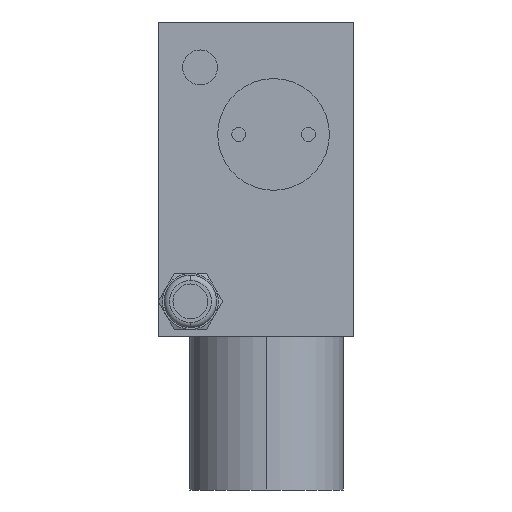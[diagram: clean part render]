
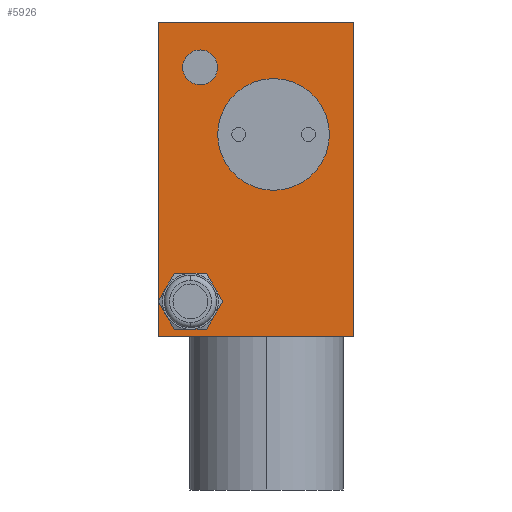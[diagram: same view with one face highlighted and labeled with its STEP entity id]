
A CAD part, left-side view. The second image highlights one B-rep face of the part: STEP entity #5926.
In plain terms, the highlighted planar face has unit normal (-1, 0, 0).
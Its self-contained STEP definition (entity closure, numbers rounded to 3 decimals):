
#21=DIRECTION('',(0.,-1.,0.));
#22=VECTOR('',#21,28.);
#23=CARTESIAN_POINT('',(0.,28.,0.));
#24=LINE('',#23,#22);
#727=DIRECTION('',(0.,0.,1.));
#728=VECTOR('',#727,45.);
#729=CARTESIAN_POINT('',(0.,28.,-45.));
#730=LINE('',#729,#728);
#771=DIRECTION('',(0.,-1.,0.));
#772=VECTOR('',#771,28.);
#773=CARTESIAN_POINT('',(0.,28.,-45.));
#774=LINE('',#773,#772);
#775=DIRECTION('',(0.,0.,1.));
#776=VECTOR('',#775,45.);
#777=CARTESIAN_POINT('',(0.,0.,-45.));
#778=LINE('',#777,#776);
#779=CARTESIAN_POINT('',(0.,11.5,-16.1));
#780=DIRECTION('',(1.,0.,0.));
#781=DIRECTION('',(0.,0.,-1.));
#782=AXIS2_PLACEMENT_3D('',#779,#780,#781);
#784=CARTESIAN_POINT('',(0.,11.5,-16.1));
#785=DIRECTION('',(1.,0.,0.));
#786=DIRECTION('',(0.,0.,1.));
#787=AXIS2_PLACEMENT_3D('',#784,#785,#786);
#789=CARTESIAN_POINT('',(0.,22.,-6.5));
#790=DIRECTION('',(1.,0.,0.));
#791=DIRECTION('',(0.,0.,-1.));
#792=AXIS2_PLACEMENT_3D('',#789,#790,#791);
#794=CARTESIAN_POINT('',(0.,22.,-6.5));
#795=DIRECTION('',(1.,0.,0.));
#796=DIRECTION('',(0.,0.,1.));
#797=AXIS2_PLACEMENT_3D('',#794,#795,#796);
#799=CARTESIAN_POINT('',(0.,23.4,-40.));
#800=DIRECTION('',(-1.,0.,0.));
#801=DIRECTION('',(0.,-0.866,0.5));
#802=AXIS2_PLACEMENT_3D('',#799,#800,#801);
#804=CARTESIAN_POINT('',(0.,23.4,-40.));
#805=DIRECTION('',(-1.,0.,0.));
#806=DIRECTION('',(0.,0.,1.));
#807=AXIS2_PLACEMENT_3D('',#804,#805,#806);
#809=CARTESIAN_POINT('',(0.,23.4,-40.));
#810=DIRECTION('',(-1.,0.,0.));
#811=DIRECTION('',(0.,0.866,0.5));
#812=AXIS2_PLACEMENT_3D('',#809,#810,#811);
#814=CARTESIAN_POINT('',(0.,23.4,-40.));
#815=DIRECTION('',(-1.,0.,0.));
#816=DIRECTION('',(0.,0.866,-0.5));
#817=AXIS2_PLACEMENT_3D('',#814,#815,#816);
#819=CARTESIAN_POINT('',(0.,23.4,-40.));
#820=DIRECTION('',(-1.,0.,0.));
#821=DIRECTION('',(0.,0.,-1.));
#822=AXIS2_PLACEMENT_3D('',#819,#820,#821);
#824=CARTESIAN_POINT('',(0.,23.4,-40.));
#825=DIRECTION('',(-1.,0.,0.));
#826=DIRECTION('',(0.,-0.866,-0.5));
#827=AXIS2_PLACEMENT_3D('',#824,#825,#826);
#4079=CARTESIAN_POINT('',(0.,0.,-45.));
#4080=VERTEX_POINT('',#4079);
#4081=CARTESIAN_POINT('',(0.,28.,-45.));
#4082=VERTEX_POINT('',#4081);
#4095=CARTESIAN_POINT('',(0.,0.,0.));
#4096=VERTEX_POINT('',#4095);
#4101=CARTESIAN_POINT('',(0.,28.,0.));
#4102=VERTEX_POINT('',#4101);
#4103=CARTESIAN_POINT('',(0.,11.5,-24.1));
#4104=CARTESIAN_POINT('',(0.,11.5,-8.1));
#4105=VERTEX_POINT('',#4103);
#4106=VERTEX_POINT('',#4104);
#4107=CARTESIAN_POINT('',(0.,22.,-9.));
#4108=CARTESIAN_POINT('',(0.,22.,-4.));
#4109=VERTEX_POINT('',#4107);
#4110=VERTEX_POINT('',#4108);
#5217=CARTESIAN_POINT('',(0.,19.936,-38.));
#5218=CARTESIAN_POINT('',(0.,23.4,-36.));
#5219=VERTEX_POINT('',#5217);
#5220=VERTEX_POINT('',#5218);
#5221=CARTESIAN_POINT('',(0.,26.864,-42.));
#5222=CARTESIAN_POINT('',(0.,23.4,-44.));
#5223=VERTEX_POINT('',#5221);
#5224=VERTEX_POINT('',#5222);
#5225=CARTESIAN_POINT('',(0.,19.936,-42.));
#5226=VERTEX_POINT('',#5225);
#5227=CARTESIAN_POINT('',(0.,26.864,-38.));
#5228=VERTEX_POINT('',#5227);
#5888=CARTESIAN_POINT('',(0.,14.,-22.5));
#5889=DIRECTION('',(1.,0.,0.));
#5890=DIRECTION('',(0.,-1.,0.));
#5891=AXIS2_PLACEMENT_3D('',#5888,#5889,#5890);
#5892=PLANE('',#5891);
#5893=ORIENTED_EDGE('',*,*,#5773,.F.);
#5894=ORIENTED_EDGE('',*,*,#5859,.T.);
#5895=ORIENTED_EDGE('',*,*,#5256,.T.);
#5897=ORIENTED_EDGE('',*,*,#5896,.F.);
#5898=EDGE_LOOP('',(#5893,#5894,#5895,#5897));
#5899=FACE_OUTER_BOUND('',#5898,.F.);
#5901=ORIENTED_EDGE('',*,*,#5900,.F.);
#5903=ORIENTED_EDGE('',*,*,#5902,.F.);
#5904=EDGE_LOOP('',(#5901,#5903));
#5905=FACE_BOUND('',#5904,.F.);
#5907=ORIENTED_EDGE('',*,*,#5906,.F.);
#5909=ORIENTED_EDGE('',*,*,#5908,.F.);
#5910=EDGE_LOOP('',(#5907,#5909));
#5911=FACE_BOUND('',#5910,.F.);
#5913=ORIENTED_EDGE('',*,*,#5912,.T.);
#5915=ORIENTED_EDGE('',*,*,#5914,.T.);
#5917=ORIENTED_EDGE('',*,*,#5916,.T.);
#5919=ORIENTED_EDGE('',*,*,#5918,.T.);
#5921=ORIENTED_EDGE('',*,*,#5920,.T.);
#5923=ORIENTED_EDGE('',*,*,#5922,.T.);
#5924=EDGE_LOOP('',(#5913,#5915,#5917,#5919,#5921,#5923));
#5925=FACE_BOUND('',#5924,.F.);
#5926=ADVANCED_FACE('',(#5899,#5905,#5911,#5925),#5892,.F.);
#783=CIRCLE('',#782,8.);
#788=CIRCLE('',#787,8.);
#793=CIRCLE('',#792,2.5);
#798=CIRCLE('',#797,2.5);
#803=CIRCLE('',#802,4.);
#808=CIRCLE('',#807,4.);
#813=CIRCLE('',#812,4.);
#818=CIRCLE('',#817,4.);
#823=CIRCLE('',#822,4.);
#828=CIRCLE('',#827,4.);
#5256=EDGE_CURVE('',#4102,#4096,#24,.T.);
#5773=EDGE_CURVE('',#4082,#4080,#774,.T.);
#5859=EDGE_CURVE('',#4082,#4102,#730,.T.);
#5896=EDGE_CURVE('',#4080,#4096,#778,.T.);
#5900=EDGE_CURVE('',#4105,#4106,#783,.T.);
#5902=EDGE_CURVE('',#4106,#4105,#788,.T.);
#5906=EDGE_CURVE('',#4109,#4110,#793,.T.);
#5908=EDGE_CURVE('',#4110,#4109,#798,.T.);
#5912=EDGE_CURVE('',#5219,#5220,#803,.T.);
#5914=EDGE_CURVE('',#5220,#5228,#808,.T.);
#5916=EDGE_CURVE('',#5228,#5223,#813,.T.);
#5918=EDGE_CURVE('',#5223,#5224,#818,.T.);
#5920=EDGE_CURVE('',#5224,#5226,#823,.T.);
#5922=EDGE_CURVE('',#5226,#5219,#828,.T.);
